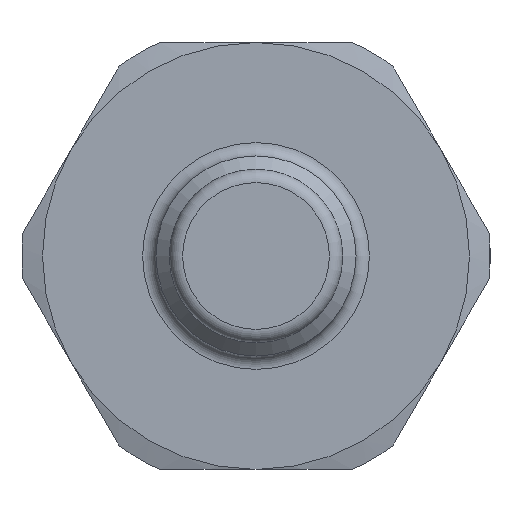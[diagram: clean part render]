
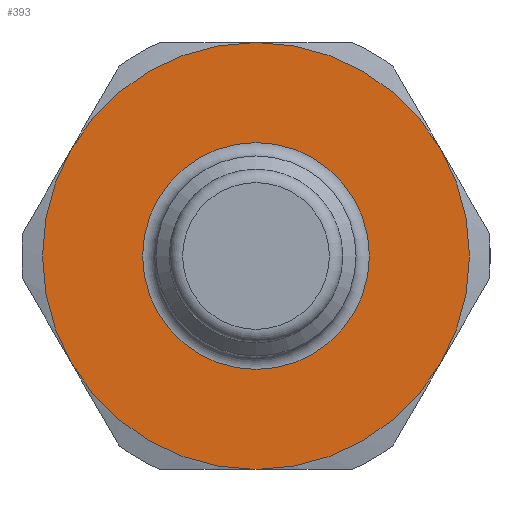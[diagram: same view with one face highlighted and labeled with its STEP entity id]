
A CAD part, left-side view. The second image highlights one B-rep face of the part: STEP entity #393.
In plain terms, the highlighted planar face has unit normal (-1, 0, 0).
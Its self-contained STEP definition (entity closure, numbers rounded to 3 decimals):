
#305=CARTESIAN_POINT('',(21.5,8.5,0.));
#306=VERTEX_POINT('',#305);
#307=CARTESIAN_POINT('',(21.5,0.,0.0));
#308=DIRECTION('',(-1.0,0.0,0.0));
#309=DIRECTION('',(0.0,-1.0,0.0));
#310=AXIS2_PLACEMENT_3D('',#307,#308,#309);
#311=CIRCLE('',#310,8.5);
#312=EDGE_CURVE('',#306,#306,#311,.T.);
#329=CARTESIAN_POINT('',(21.5,11.75,0.0));
#330=DIRECTION('',(-1.0,0.0,0.0));
#331=DIRECTION('',(0.0,0.0,1.0));
#332=AXIS2_PLACEMENT_3D('',#329,#330,#331);
#333=PLANE('',#332);
#334=CARTESIAN_POINT('',(21.5,0.,16.));
#335=VERTEX_POINT('',#334);
#336=CARTESIAN_POINT('',(21.5,-13.856,8.0));
#337=VERTEX_POINT('',#336);
#338=CARTESIAN_POINT('',(21.5,0.,0.0));
#339=DIRECTION('',(1.0,0.0,0.0));
#340=DIRECTION('',(0.0,1.0,0.0));
#341=AXIS2_PLACEMENT_3D('',#338,#339,#340);
#342=CIRCLE('',#341,16.0);
#343=EDGE_CURVE('',#335,#337,#342,.T.);
#344=ORIENTED_EDGE('',*,*,#343,.F.);
#345=CARTESIAN_POINT('',(21.5,13.856,8.));
#346=VERTEX_POINT('',#345);
#347=CARTESIAN_POINT('',(21.5,0.,0.0));
#348=DIRECTION('',(1.0,0.0,0.0));
#349=DIRECTION('',(0.0,1.0,0.0));
#350=AXIS2_PLACEMENT_3D('',#347,#348,#349);
#351=CIRCLE('',#350,16.0);
#352=EDGE_CURVE('',#346,#335,#351,.T.);
#353=ORIENTED_EDGE('',*,*,#352,.F.);
#354=CARTESIAN_POINT('',(21.5,13.856,-8.));
#355=VERTEX_POINT('',#354);
#356=CARTESIAN_POINT('',(21.5,0.,0.0));
#357=DIRECTION('',(1.0,0.0,0.0));
#358=DIRECTION('',(0.0,1.0,0.0));
#359=AXIS2_PLACEMENT_3D('',#356,#357,#358);
#360=CIRCLE('',#359,16.0);
#361=EDGE_CURVE('',#355,#346,#360,.T.);
#362=ORIENTED_EDGE('',*,*,#361,.F.);
#363=CARTESIAN_POINT('',(21.5,0.,-16.0));
#364=VERTEX_POINT('',#363);
#365=CARTESIAN_POINT('',(21.5,0.,0.0));
#366=DIRECTION('',(1.0,0.0,0.0));
#367=DIRECTION('',(0.0,1.0,0.0));
#368=AXIS2_PLACEMENT_3D('',#365,#366,#367);
#369=CIRCLE('',#368,16.0);
#370=EDGE_CURVE('',#364,#355,#369,.T.);
#371=ORIENTED_EDGE('',*,*,#370,.F.);
#372=CARTESIAN_POINT('',(21.5,-13.856,-8.));
#373=VERTEX_POINT('',#372);
#374=CARTESIAN_POINT('',(21.5,0.,0.0));
#375=DIRECTION('',(1.0,0.0,0.0));
#376=DIRECTION('',(0.0,1.0,0.0));
#377=AXIS2_PLACEMENT_3D('',#374,#375,#376);
#378=CIRCLE('',#377,16.0);
#379=EDGE_CURVE('',#373,#364,#378,.T.);
#380=ORIENTED_EDGE('',*,*,#379,.F.);
#381=CARTESIAN_POINT('',(21.5,0.,0.0));
#382=DIRECTION('',(1.0,0.0,0.0));
#383=DIRECTION('',(0.0,1.0,0.0));
#384=AXIS2_PLACEMENT_3D('',#381,#382,#383);
#385=CIRCLE('',#384,16.0);
#386=EDGE_CURVE('',#337,#373,#385,.T.);
#387=ORIENTED_EDGE('',*,*,#386,.F.);
#388=EDGE_LOOP('',(#344,#353,#362,#371,#380,#387));
#389=FACE_OUTER_BOUND('',#388,.T.);
#390=ORIENTED_EDGE('',*,*,#312,.F.);
#391=EDGE_LOOP('',(#390));
#392=FACE_BOUND('',#391,.T.);
#393=ADVANCED_FACE('',(#389,#392),#333,.T.);
